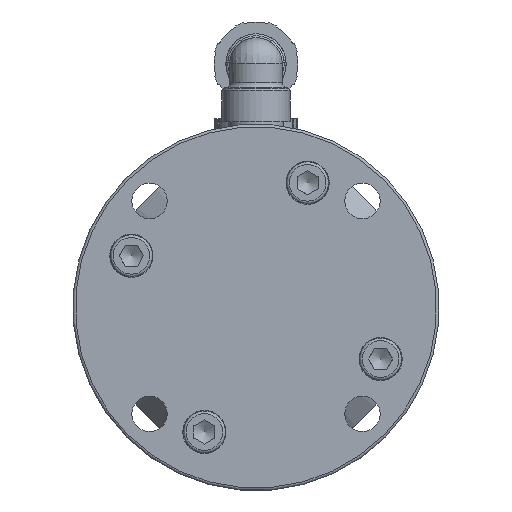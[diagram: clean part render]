
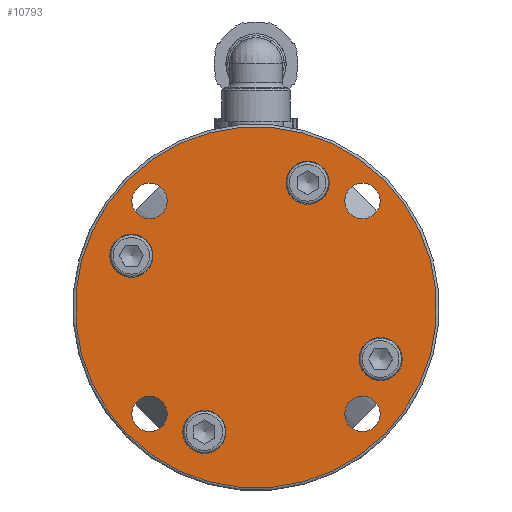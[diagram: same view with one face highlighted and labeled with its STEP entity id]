
A CAD part, left-side view. The second image highlights one B-rep face of the part: STEP entity #10793.
In plain terms, the highlighted planar face has unit normal (-1, 0, 0).
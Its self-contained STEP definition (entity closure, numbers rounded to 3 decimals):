
#10665=CARTESIAN_POINT('',(-21.,48.79,48.79));
#10666=VERTEX_POINT('',#10665);
#10667=CARTESIAN_POINT('',(-21.,0.,0.));
#10668=DIRECTION('',(1.,0.,0.));
#10669=DIRECTION('',(0.,-0.707,-0.707));
#10670=AXIS2_PLACEMENT_3D('',#10667,#10668,#10669);
#10671=CIRCLE('',#10670,69.0);
#10672=EDGE_CURVE('',#10666,#10666,#10671,.T.);
#10697=CARTESIAN_POINT('',(-21.,24.749,24.749));
#10698=DIRECTION('',(-1.0,0.0,0.0));
#10699=DIRECTION('',(0.0,-0.707,0.707));
#10700=AXIS2_PLACEMENT_3D('',#10697,#10698,#10699);
#10701=PLANE('',#10700);
#10702=ORIENTED_EDGE('',*,*,#10672,.F.);
#10703=EDGE_LOOP('',(#10702));
#10704=FACE_OUTER_BOUND('',#10703,.T.);
#10705=CARTESIAN_POINT('',(-21.0,35.886,-35.886));
#10706=VERTEX_POINT('',#10705);
#10707=CARTESIAN_POINT('',(-21.,40.659,-40.659));
#10708=DIRECTION('',(1.0,0.,0.));
#10709=DIRECTION('',(0.,-0.707,0.707));
#10710=AXIS2_PLACEMENT_3D('',#10707,#10708,#10709);
#10711=CIRCLE('',#10710,6.75);
#10712=EDGE_CURVE('',#10706,#10706,#10711,.T.);
#10713=ORIENTED_EDGE('',*,*,#10712,.T.);
#10714=EDGE_LOOP('',(#10713));
#10715=FACE_BOUND('',#10714,.T.);
#10716=CARTESIAN_POINT('',(-21.,35.886,35.886));
#10717=VERTEX_POINT('',#10716);
#10718=CARTESIAN_POINT('',(-21.,40.659,40.659));
#10719=DIRECTION('',(1.0,0.,0.));
#10720=DIRECTION('',(0.,-0.707,-0.707));
#10721=AXIS2_PLACEMENT_3D('',#10718,#10719,#10720);
#10722=CIRCLE('',#10721,6.75);
#10723=EDGE_CURVE('',#10717,#10717,#10722,.T.);
#10724=ORIENTED_EDGE('',*,*,#10723,.T.);
#10725=EDGE_LOOP('',(#10724));
#10726=FACE_BOUND('',#10725,.T.);
#10727=CARTESIAN_POINT('',(-21.0,-35.886,-35.886));
#10728=VERTEX_POINT('',#10727);
#10729=CARTESIAN_POINT('',(-21.,-40.659,-40.659));
#10730=DIRECTION('',(1.0,0.,0.));
#10731=DIRECTION('',(0.,0.707,0.707));
#10732=AXIS2_PLACEMENT_3D('',#10729,#10730,#10731);
#10733=CIRCLE('',#10732,6.75);
#10734=EDGE_CURVE('',#10728,#10728,#10733,.T.);
#10735=ORIENTED_EDGE('',*,*,#10734,.T.);
#10736=EDGE_LOOP('',(#10735));
#10737=FACE_BOUND('',#10736,.T.);
#10738=CARTESIAN_POINT('',(-21.,-35.886,35.886));
#10739=VERTEX_POINT('',#10738);
#10740=CARTESIAN_POINT('',(-21.,-40.659,40.659));
#10741=DIRECTION('',(1.0,0.,0.));
#10742=DIRECTION('',(0.,0.707,-0.707));
#10743=AXIS2_PLACEMENT_3D('',#10740,#10741,#10742);
#10744=CIRCLE('',#10743,6.75);
#10745=EDGE_CURVE('',#10739,#10739,#10744,.T.);
#10746=ORIENTED_EDGE('',*,*,#10745,.T.);
#10747=EDGE_LOOP('',(#10746));
#10748=FACE_BOUND('',#10747,.T.);
#10749=CARTESIAN_POINT('',(-21.0,41.746,25.542));
#10750=VERTEX_POINT('',#10749);
#10751=CARTESIAN_POINT('',(-21.,47.58,19.708));
#10752=DIRECTION('',(1.,0.,0.));
#10753=DIRECTION('',(0.,-0.707,0.707));
#10754=AXIS2_PLACEMENT_3D('',#10751,#10752,#10753);
#10755=CIRCLE('',#10754,8.25);
#10756=EDGE_CURVE('',#10750,#10750,#10755,.T.);
#10757=ORIENTED_EDGE('',*,*,#10756,.T.);
#10758=EDGE_LOOP('',(#10757));
#10759=FACE_BOUND('',#10758,.T.);
#10760=CARTESIAN_POINT('',(-21.0,-25.542,41.746));
#10761=VERTEX_POINT('',#10760);
#10762=CARTESIAN_POINT('',(-21.,-19.708,47.58));
#10763=DIRECTION('',(1.,0.,0.));
#10764=DIRECTION('',(0.,-0.707,-0.707));
#10765=AXIS2_PLACEMENT_3D('',#10762,#10763,#10764);
#10766=CIRCLE('',#10765,8.25);
#10767=EDGE_CURVE('',#10761,#10761,#10766,.T.);
#10768=ORIENTED_EDGE('',*,*,#10767,.T.);
#10769=EDGE_LOOP('',(#10768));
#10770=FACE_BOUND('',#10769,.T.);
#10771=CARTESIAN_POINT('',(-21.,25.542,-41.746));
#10772=VERTEX_POINT('',#10771);
#10773=CARTESIAN_POINT('',(-21.,19.708,-47.58));
#10774=DIRECTION('',(1.,0.,0.));
#10775=DIRECTION('',(0.,0.707,0.707));
#10776=AXIS2_PLACEMENT_3D('',#10773,#10774,#10775);
#10777=CIRCLE('',#10776,8.25);
#10778=EDGE_CURVE('',#10772,#10772,#10777,.T.);
#10779=ORIENTED_EDGE('',*,*,#10778,.T.);
#10780=EDGE_LOOP('',(#10779));
#10781=FACE_BOUND('',#10780,.T.);
#10782=CARTESIAN_POINT('',(-21.,-41.746,-25.542));
#10783=VERTEX_POINT('',#10782);
#10784=CARTESIAN_POINT('',(-21.,-47.58,-19.708));
#10785=DIRECTION('',(1.,0.,0.));
#10786=DIRECTION('',(0.,0.707,-0.707));
#10787=AXIS2_PLACEMENT_3D('',#10784,#10785,#10786);
#10788=CIRCLE('',#10787,8.25);
#10789=EDGE_CURVE('',#10783,#10783,#10788,.T.);
#10790=ORIENTED_EDGE('',*,*,#10789,.T.);
#10791=EDGE_LOOP('',(#10790));
#10792=FACE_BOUND('',#10791,.T.);
#10793=ADVANCED_FACE('',(#10704,#10715,#10726,#10737,#10748,#10759,#10770,#10781,#10792),#10701,.T.);
